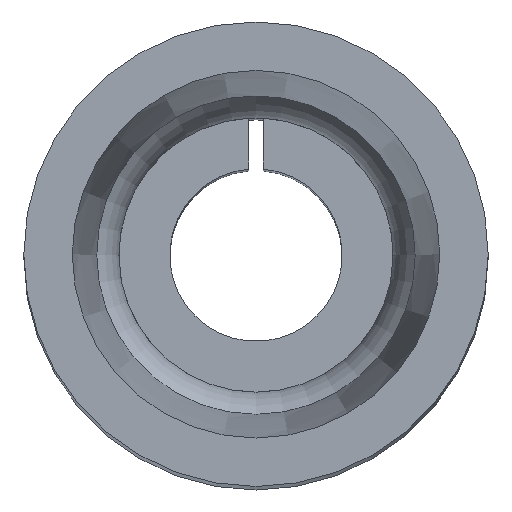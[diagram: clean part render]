
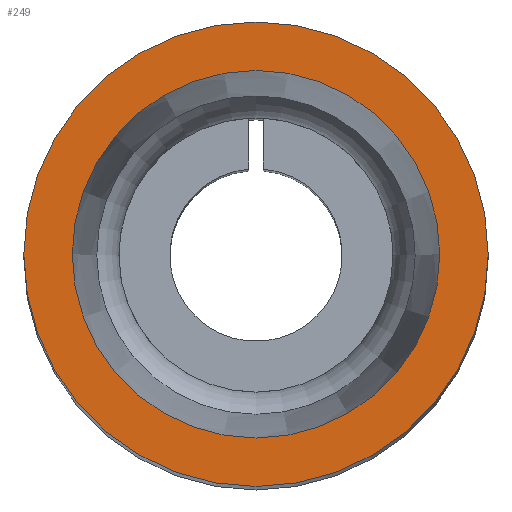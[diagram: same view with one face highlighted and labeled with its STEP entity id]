
A CAD part, top view. The second image highlights one B-rep face of the part: STEP entity #249.
In plain terms, the highlighted planar face has unit normal (0, 0, 1).
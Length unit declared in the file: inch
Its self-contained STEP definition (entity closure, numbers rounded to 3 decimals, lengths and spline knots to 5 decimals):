
#31=PLANE($,#288);
#60=FACE_BOUND($,#106,.T.);
#61=FACE_BOUND($,#107,.T.);
#106=EDGE_LOOP($,(#206));
#107=EDGE_LOOP($,(#207));
#119=CIRCLE($,#270,0.114);
#127=CIRCLE($,#286,0.14404);
#137=VERTEX_POINT($,#400);
#145=VERTEX_POINT($,#424);
#159=EDGE_CURVE($,#137,#137,#119,.T.);
#167=EDGE_CURVE($,#145,#145,#127,.T.);
#206=ORIENTED_EDGE($,*,*,#159,.T.);
#207=ORIENTED_EDGE($,*,*,#167,.F.);
#249=ADVANCED_FACE($,(#60,#61),#31,.T.);
#270=AXIS2_PLACEMENT_3D($,#401,#319,#320);
#286=AXIS2_PLACEMENT_3D($,#425,#351,#352);
#288=AXIS2_PLACEMENT_3D($,#427,#355,#356);
#319=DIRECTION('center_axis',(0.,0.,-1.));
#320=DIRECTION('ref_axis',(-1.,0.,0.));
#351=DIRECTION('center_axis',(0.,0.,-1.));
#352=DIRECTION('ref_axis',(-1.,0.,0.));
#355=DIRECTION('center_axis',(0.,0.,1.));
#356=DIRECTION('ref_axis',(1.,0.,0.));
#400=CARTESIAN_POINT('',(0.114,0.,0.631));
#401=CARTESIAN_POINT('Origin',(0.,0.,0.631));
#424=CARTESIAN_POINT('',(0.14404,0.,0.631));
#425=CARTESIAN_POINT('Origin',(0.,0.,0.631));
#427=CARTESIAN_POINT('Origin',(0.,0.,0.631));
